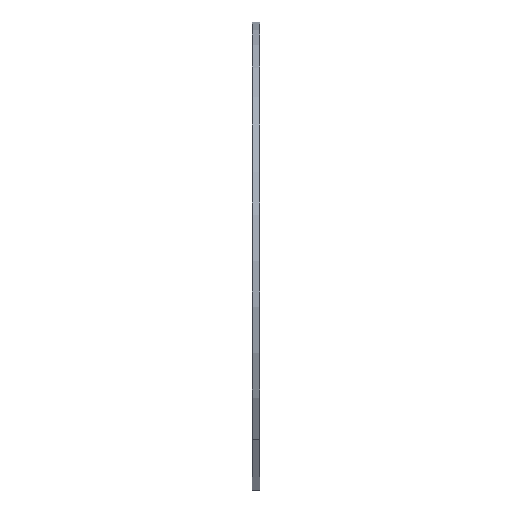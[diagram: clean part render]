
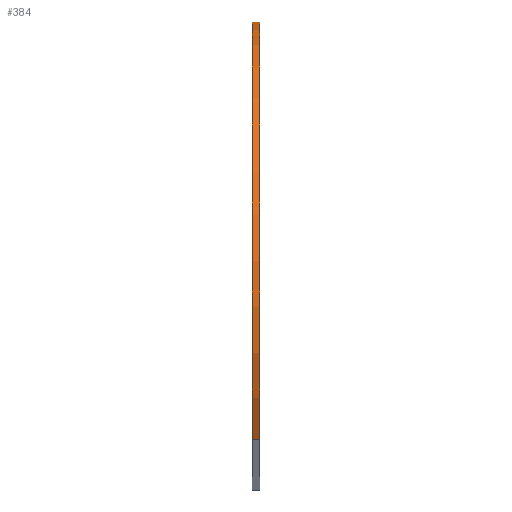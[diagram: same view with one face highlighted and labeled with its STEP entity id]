
A CAD part, left-side view. The second image highlights one B-rep face of the part: STEP entity #384.
In plain terms, the highlighted cylindrical face has radius 77 mm (diameter 154 mm), a partial arc.
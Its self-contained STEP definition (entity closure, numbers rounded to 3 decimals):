
#28 = VECTOR ( 'NONE', #597, 1000. ) ;
#29 = LINE ( 'NONE', #598, #28 ) ;
#37 = VECTOR ( 'NONE', #601, 1000. ) ;
#40 = LINE ( 'NONE', #602, #37 ) ;
#43 = CIRCLE ( 'NONE', #366, 77. ) ;
#85 = FACE_OUTER_BOUND ( 'NONE', #179, .T. ) ;
#88 = CYLINDRICAL_SURFACE ( 'NONE', #380, 77. ) ;
#124 = ORIENTED_EDGE ( 'NONE', *, *, #332, .T. ) ;
#132 = CIRCLE ( 'NONE', #279, 77. ) ;
#179 = EDGE_LOOP ( 'NONE', ( #260, #261, #265, #124 ) ) ;
#260 = ORIENTED_EDGE ( 'NONE', *, *, #313, .T. ) ;
#261 = ORIENTED_EDGE ( 'NONE', *, *, #329, .F. ) ;
#265 = ORIENTED_EDGE ( 'NONE', *, *, #288, .F. ) ;
#279 = AXIS2_PLACEMENT_3D ( 'NONE', #681, #682, #684 ) ;
#288 = EDGE_CURVE ( 'NONE', #651, #596, #132, .T. ) ;
#313 = EDGE_CURVE ( 'NONE', #667, #506, #43, .T. ) ;
#329 = EDGE_CURVE ( 'NONE', #596, #506, #40, .T. ) ;
#332 = EDGE_CURVE ( 'NONE', #651, #667, #29, .T. ) ;
#366 = AXIS2_PLACEMENT_3D ( 'NONE', #468, #630, #622 ) ;
#380 = AXIS2_PLACEMENT_3D ( 'NONE', #511, #521, #522 ) ;
#384 = ADVANCED_FACE ( 'NONE', ( #85 ), #88, .T. ) ;
#412 = CARTESIAN_POINT ( 'NONE',  ( 65.795, 0., -40. ) ) ;
#468 = CARTESIAN_POINT ( 'NONE',  ( 0., 0., 0. ) ) ;
#474 = CARTESIAN_POINT ( 'NONE',  ( -65.795, 0., -40. ) ) ;
#482 = CARTESIAN_POINT ( 'NONE',  ( -65.795, 2., -40. ) ) ;
#494 = CARTESIAN_POINT ( 'NONE',  ( 65.795, 2., -40. ) ) ;
#506 = VERTEX_POINT ( 'NONE', #412 ) ;
#511 = CARTESIAN_POINT ( 'NONE',  ( 0., 2., 0. ) ) ;
#521 = DIRECTION ( 'NONE',  ( 0., -1., 0. ) ) ;
#522 = DIRECTION ( 'NONE',  ( 0., 0., -1. ) ) ;
#596 = VERTEX_POINT ( 'NONE', #494 ) ;
#597 = DIRECTION ( 'NONE',  ( 0., -1., 0. ) ) ;
#598 = CARTESIAN_POINT ( 'NONE',  ( -65.795, 2., -40. ) ) ;
#601 = DIRECTION ( 'NONE',  ( 0., -1., 0. ) ) ;
#602 = CARTESIAN_POINT ( 'NONE',  ( 65.795, 2., -40. ) ) ;
#622 = DIRECTION ( 'NONE',  ( 0., 0., 1. ) ) ;
#630 = DIRECTION ( 'NONE',  ( 0., 1., 0. ) ) ;
#651 = VERTEX_POINT ( 'NONE', #482 ) ;
#667 = VERTEX_POINT ( 'NONE', #474 ) ;
#681 = CARTESIAN_POINT ( 'NONE',  ( 0., 2., 0. ) ) ;
#682 = DIRECTION ( 'NONE',  ( 0., 1., 0. ) ) ;
#684 = DIRECTION ( 'NONE',  ( 0., 0., 1. ) ) ;
